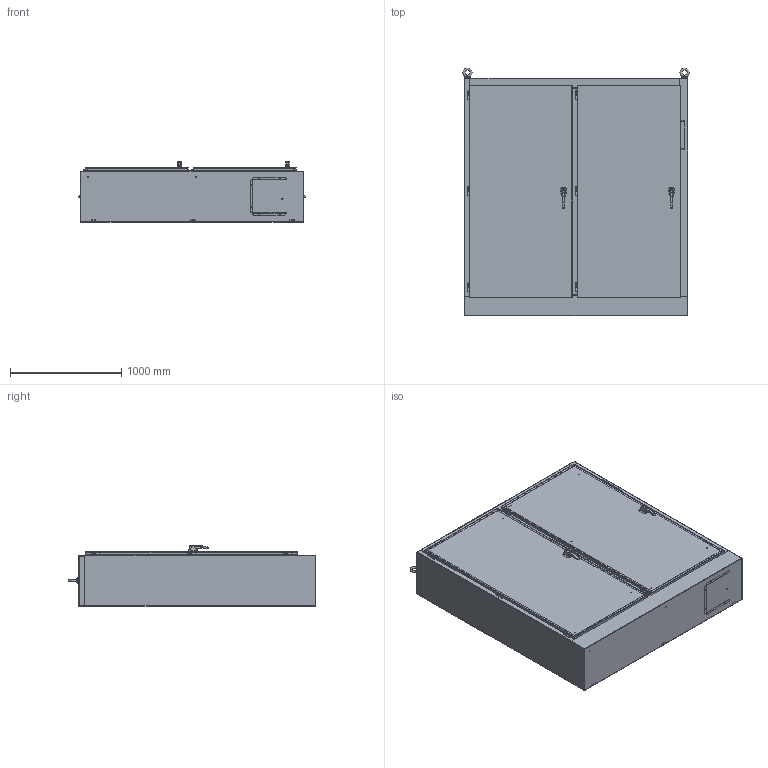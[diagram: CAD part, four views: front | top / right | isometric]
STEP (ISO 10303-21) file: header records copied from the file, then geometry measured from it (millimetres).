
FILE_DESCRIPTION (( 'STEP AP214' ), '1' );
FILE_NAME ('2UHD847918FTC.STEP', '2019-07-26T16:15:39', ( '' ), ( '' ), 'SwSTEP 2.0', 'SolidWorks 2018', '' );
FILE_SCHEMA (( 'AUTOMOTIVE_DESIGN' ));
Length unit declared in the file: inch
Products named in the file (1): 2UHD847918FTC
Bounding box: 2034.92 x 2230.03 x 545.22 mm (x, y, z)
Volume: 87462074 mm3; surface area: 37355523.1 mm2
Topology: 217 solids, 217 shells, 3088 faces, 7263 edges, 4680 vertices
Faces by surface type: plane 1806, cylinder 908, bspline 224, cone 139, torus 11
Full cylindrical faces by diameter (mm): 3.68 x4, 3.81 x4, 4.249 x2, 4.394 x2, 4.75 x5, 4.775 x4, 4.928 x1, 4.976 x12, 4.978 x3, 5.08 x2, 5.105 x6, 5.842 x2, 5.893 x2, 5.918 x2, 6.248 x8, 6.35 x49, 6.477 x5, 6.528 x10, 6.731 x2, 6.756 x3, 7.112 x10, 7.137 x19, 7.163 x4, 7.366 x2, 7.442 x6, 7.805 x11, 7.938 x6, 7.95 x16, 8.128 x2, 8.255 x2
Entity records: 150288 total; most frequent: CARTESIAN_POINT 40537, DIRECTION 13428, ORIENTED_EDGE 13272, EDGE_CURVE 6636, AXIS2_PLACEMENT_3D 4795, VERTEX_POINT 4642, EDGE_LOOP 4132, VECTOR 3838
